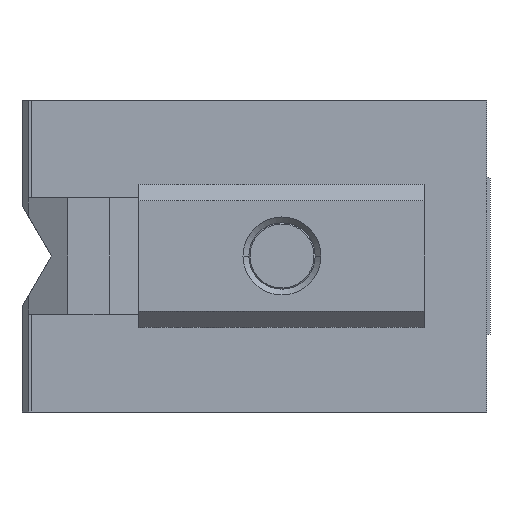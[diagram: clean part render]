
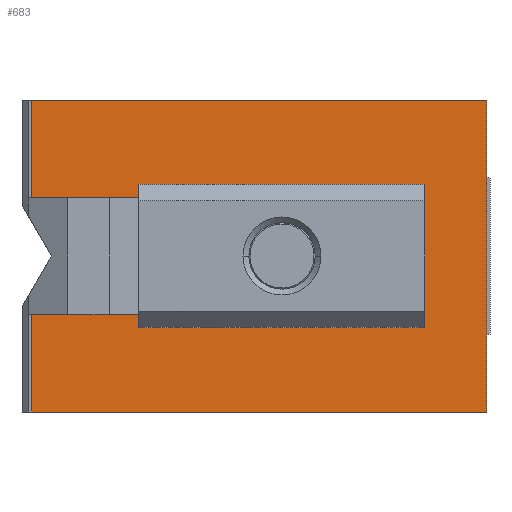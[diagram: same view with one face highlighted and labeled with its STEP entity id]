
A CAD part, front view. The second image highlights one B-rep face of the part: STEP entity #683.
In plain terms, the highlighted planar face has unit normal (0, -1, 0).
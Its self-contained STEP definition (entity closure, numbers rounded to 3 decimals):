
#683=ADVANCED_FACE('',(#1377,#1378),#1379,.T.);
#1377=FACE_OUTER_BOUND('',#2085,.T.);
#1378=FACE_BOUND('',#2086,.T.);
#1379=PLANE('',#2087);
#2085=EDGE_LOOP('',(#4065,#4066,#4067,#4068,#4069,#4070,#4071,#4072));
#2086=EDGE_LOOP('',(#4073,#4074));
#2087=AXIS2_PLACEMENT_3D('',#4075,#4076,#4077);
#4065=ORIENTED_EDGE('',*,*,#4967,.F.);
#4066=ORIENTED_EDGE('',*,*,#4968,.F.);
#4067=ORIENTED_EDGE('',*,*,#4969,.F.);
#4068=ORIENTED_EDGE('',*,*,#4970,.F.);
#4069=ORIENTED_EDGE('',*,*,#4971,.F.);
#4070=ORIENTED_EDGE('',*,*,#4972,.F.);
#4071=ORIENTED_EDGE('',*,*,#4973,.F.);
#4072=ORIENTED_EDGE('',*,*,#4974,.F.);
#4073=ORIENTED_EDGE('',*,*,#4935,.T.);
#4074=ORIENTED_EDGE('',*,*,#4955,.T.);
#4075=CARTESIAN_POINT('',(0.0,0.0,0.0));
#4076=DIRECTION('',(0.0,-1.0,0.0));
#4077=DIRECTION('',(0.0,0.0,-1.0));
#4935=EDGE_CURVE('NONE',#6097,#6095,#6098,.T.);
#4955=EDGE_CURVE('NONE',#6095,#6097,#6124,.T.);
#4967=EDGE_CURVE('NONE',#6144,#6145,#6146,.T.);
#4968=EDGE_CURVE('NONE',#6147,#6144,#6148,.T.);
#4969=EDGE_CURVE('NONE',#6149,#6147,#6150,.T.);
#4970=EDGE_CURVE('NONE',#6151,#6149,#6152,.T.);
#4971=EDGE_CURVE('NONE',#6153,#6151,#6154,.T.);
#4972=EDGE_CURVE('NONE',#6155,#6153,#6156,.T.);
#4973=EDGE_CURVE('NONE',#6157,#6155,#6158,.T.);
#4974=EDGE_CURVE('NONE',#6145,#6157,#6159,.T.);
#6095=VERTEX_POINT('NONE',#8188);
#6097=VERTEX_POINT('NONE',#8191);
#6098=CIRCLE('',#8192,6.5);
#6124=CIRCLE('',#8223,6.5);
#6144=VERTEX_POINT('NONE',#8251);
#6145=VERTEX_POINT('NONE',#8252);
#6146=LINE('',#8253,#8254);
#6147=VERTEX_POINT('NONE',#8255);
#6148=LINE('',#8256,#8257);
#6149=VERTEX_POINT('NONE',#8258);
#6150=LINE('',#8259,#8260);
#6151=VERTEX_POINT('NONE',#8261);
#6152=LINE('',#8262,#8263);
#6153=VERTEX_POINT('NONE',#8264);
#6154=LINE('',#8265,#8266);
#6155=VERTEX_POINT('NONE',#8267);
#6156=LINE('',#8268,#8269);
#6157=VERTEX_POINT('NONE',#8270);
#6158=LINE('',#8271,#8272);
#6159=LINE('',#8273,#8274);
#8188=CARTESIAN_POINT('',(0.,0.0,6.5));
#8191=CARTESIAN_POINT('',(0.0,0.0,-6.5));
#8192=AXIS2_PLACEMENT_3D('',#9010,#9011,#9012);
#8223=AXIS2_PLACEMENT_3D('',#9045,#9046,#9047);
#8251=CARTESIAN_POINT('',(-38.5,0.0,-9.));
#8252=CARTESIAN_POINT('',(-19.5,0.0,-9.0));
#8253=CARTESIAN_POINT('',(-19.5,0.0,-9.0));
#8254=VECTOR('',#9059,1000.0);
#8255=CARTESIAN_POINT('',(-38.5,0.0,-24.0));
#8256=CARTESIAN_POINT('',(-38.5,0.0,-9.));
#8257=VECTOR('',#9060,1000.0);
#8258=CARTESIAN_POINT('',(31.5,0.0,-24.0));
#8259=CARTESIAN_POINT('',(-38.5,0.0,-24.0));
#8260=VECTOR('',#9061,1000.0);
#8261=CARTESIAN_POINT('',(31.5,0.0,24.0));
#8262=CARTESIAN_POINT('',(31.5,0.0,-24.0));
#8263=VECTOR('',#9062,1000.0);
#8264=CARTESIAN_POINT('',(-38.5,0.0,24.0));
#8265=CARTESIAN_POINT('',(31.5,0.0,24.0));
#8266=VECTOR('',#9063,1000.0);
#8267=CARTESIAN_POINT('',(-38.5,0.0,9.));
#8268=CARTESIAN_POINT('',(-38.5,0.0,24.0));
#8269=VECTOR('',#9064,1000.0);
#8270=CARTESIAN_POINT('',(-19.5,0.0,9.0));
#8271=CARTESIAN_POINT('',(-38.5,0.0,9.));
#8272=VECTOR('',#9065,1000.0);
#8273=CARTESIAN_POINT('',(-19.5,0.0,9.0));
#8274=VECTOR('',#9066,1000.0);
#9010=CARTESIAN_POINT('',(0.0,0.0,0.0));
#9011=DIRECTION('',(0.0,1.0,0.0));
#9012=DIRECTION('',(0.0,0.0,1.0));
#9045=CARTESIAN_POINT('',(0.0,0.0,0.0));
#9046=DIRECTION('',(0.0,1.0,0.0));
#9047=DIRECTION('',(0.0,0.0,1.0));
#9059=DIRECTION('',(1.0,-0.0,0.));
#9060=DIRECTION('',(-0.0,-0.0,1.0));
#9061=DIRECTION('',(-1.0,-0.0,-0.0));
#9062=DIRECTION('',(-0.0,-0.0,-1.0));
#9063=DIRECTION('',(1.0,-0.0,0.));
#9064=DIRECTION('',(-0.0,-0.0,1.0));
#9065=DIRECTION('',(-1.0,-0.0,0.));
#9066=DIRECTION('',(0.,-0.0,1.0));
